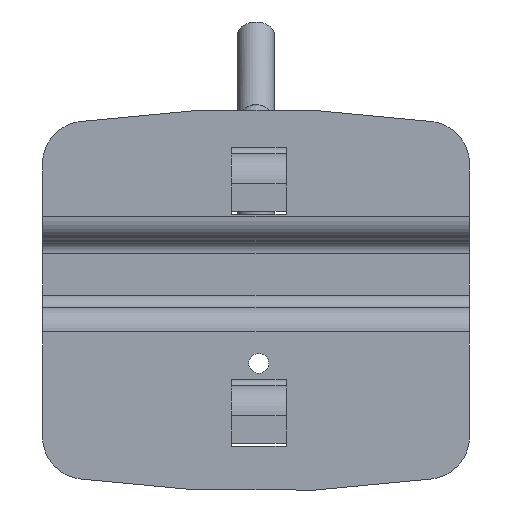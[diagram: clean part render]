
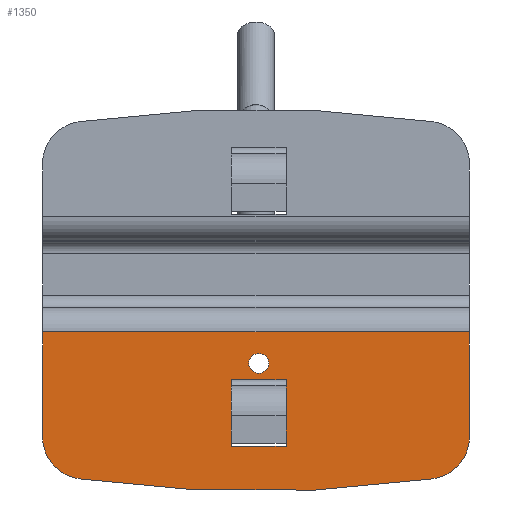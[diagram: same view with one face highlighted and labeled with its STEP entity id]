
A CAD part, front view. The second image highlights one B-rep face of the part: STEP entity #1350.
In plain terms, the highlighted planar face has unit normal (0, -1, 0).
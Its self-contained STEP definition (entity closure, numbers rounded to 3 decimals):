
#954=CARTESIAN_POINT('',(-39.052,0.0,-11.184));
#955=VERTEX_POINT('',#954);
#973=CARTESIAN_POINT('',(-30.052,0.0,-11.184));
#974=VERTEX_POINT('',#973);
#982=CARTESIAN_POINT('',(-30.052,0.0,-11.184));
#983=DIRECTION('',(-1.0,0.0,0.0));
#984=VECTOR('',#983,9.);
#985=LINE('',#982,#984);
#986=EDGE_CURVE('',#974,#955,#985,.T.);
#1072=CARTESIAN_POINT('',(-30.052,0.0,-14.1));
#1073=VERTEX_POINT('',#1072);
#1080=CARTESIAN_POINT('',(-39.052,0.0,-14.1));
#1081=VERTEX_POINT('',#1080);
#1220=CARTESIAN_POINT('',(-30.052,0.0,-11.184));
#1221=DIRECTION('',(0.0,0.0,-1.0));
#1222=VECTOR('',#1221,2.916);
#1223=LINE('',#1220,#1222);
#1224=EDGE_CURVE('',#974,#1073,#1223,.T.);
#1245=CARTESIAN_POINT('',(-39.052,0.0,-14.1));
#1246=DIRECTION('',(0.0,0.0,1.0));
#1247=VECTOR('',#1246,2.916);
#1248=LINE('',#1245,#1247);
#1249=EDGE_CURVE('',#1081,#955,#1248,.T.);
#1254=CARTESIAN_POINT('',(-35.,0.0,-14.75));
#1255=DIRECTION('',(0.0,1.0,0.0));
#1256=DIRECTION('',(0.0,0.0,1.0));
#1257=AXIS2_PLACEMENT_3D('',#1254,#1255,#1256);
#1258=PLANE('',#1257);
#1259=CARTESIAN_POINT('',(-63.987,0.,-27.447));
#1260=VERTEX_POINT('',#1259);
#1261=CARTESIAN_POINT('',(-70.,0.0,-20.517));
#1262=VERTEX_POINT('',#1261);
#1263=CARTESIAN_POINT('',(-63.,0.,-20.517));
#1264=DIRECTION('',(0.,1.0,0.));
#1265=DIRECTION('',(-0.755,0.,-0.655));
#1266=AXIS2_PLACEMENT_3D('',#1263,#1264,#1265);
#1267=CIRCLE('',#1266,7.);
#1268=EDGE_CURVE('',#1260,#1262,#1267,.T.);
#1269=ORIENTED_EDGE('',*,*,#1268,.F.);
#1270=CARTESIAN_POINT('',(-6.013,0.,-27.447));
#1271=VERTEX_POINT('',#1270);
#1272=CARTESIAN_POINT('',(-35.,0.,176.167));
#1273=DIRECTION('',(0.,-1.0,0.));
#1274=DIRECTION('',(0.17,0.,-0.985));
#1275=AXIS2_PLACEMENT_3D('',#1272,#1273,#1274);
#1276=CIRCLE('',#1275,205.667);
#1277=EDGE_CURVE('',#1260,#1271,#1276,.T.);
#1278=ORIENTED_EDGE('',*,*,#1277,.T.);
#1279=CARTESIAN_POINT('',(0.,0.0,-20.517));
#1280=VERTEX_POINT('',#1279);
#1281=CARTESIAN_POINT('',(-7.,0.,-20.517));
#1282=DIRECTION('',(0.,1.0,0.));
#1283=DIRECTION('',(0.755,0.,-0.655));
#1284=AXIS2_PLACEMENT_3D('',#1281,#1282,#1283);
#1285=CIRCLE('',#1284,7.);
#1286=EDGE_CURVE('',#1280,#1271,#1285,.T.);
#1287=ORIENTED_EDGE('',*,*,#1286,.F.);
#1288=CARTESIAN_POINT('',(0.,0.,-3.356));
#1289=VERTEX_POINT('',#1288);
#1290=CARTESIAN_POINT('',(0.,0.0,-20.517));
#1291=DIRECTION('',(0.0,0.0,1.0));
#1292=VECTOR('',#1291,17.161);
#1293=LINE('',#1290,#1292);
#1294=EDGE_CURVE('',#1280,#1289,#1293,.T.);
#1295=ORIENTED_EDGE('',*,*,#1294,.T.);
#1296=CARTESIAN_POINT('',(-70.,0.,-3.356));
#1297=VERTEX_POINT('',#1296);
#1298=CARTESIAN_POINT('',(0.0,0.0,-3.356));
#1299=DIRECTION('',(-1.0,0.0,0.0));
#1300=VECTOR('',#1299,70.0);
#1301=LINE('',#1298,#1300);
#1302=EDGE_CURVE('',#1289,#1297,#1301,.T.);
#1303=ORIENTED_EDGE('',*,*,#1302,.T.);
#1304=CARTESIAN_POINT('',(-70.,0.0,-3.356));
#1305=DIRECTION('',(0.0,0.0,-1.0));
#1306=VECTOR('',#1305,17.161);
#1307=LINE('',#1304,#1306);
#1308=EDGE_CURVE('',#1297,#1262,#1307,.T.);
#1309=ORIENTED_EDGE('',*,*,#1308,.T.);
#1310=EDGE_LOOP('',(#1269,#1278,#1287,#1295,#1303,#1309));
#1311=FACE_OUTER_BOUND('',#1310,.T.);
#1312=ORIENTED_EDGE('',*,*,#1224,.T.);
#1313=CARTESIAN_POINT('',(-30.052,0.0,-22.1));
#1314=VERTEX_POINT('',#1313);
#1315=CARTESIAN_POINT('',(-30.052,0.0,-14.1));
#1316=DIRECTION('',(0.0,0.0,-1.0));
#1317=VECTOR('',#1316,8.0);
#1318=LINE('',#1315,#1317);
#1319=EDGE_CURVE('',#1073,#1314,#1318,.T.);
#1320=ORIENTED_EDGE('',*,*,#1319,.T.);
#1321=CARTESIAN_POINT('',(-39.052,0.0,-22.1));
#1322=VERTEX_POINT('',#1321);
#1323=CARTESIAN_POINT('',(-30.052,0.0,-22.1));
#1324=DIRECTION('',(-1.0,0.0,0.0));
#1325=VECTOR('',#1324,9.);
#1326=LINE('',#1323,#1325);
#1327=EDGE_CURVE('',#1314,#1322,#1326,.T.);
#1328=ORIENTED_EDGE('',*,*,#1327,.T.);
#1329=CARTESIAN_POINT('',(-39.052,0.0,-22.1));
#1330=DIRECTION('',(0.0,0.0,1.0));
#1331=VECTOR('',#1330,8.);
#1332=LINE('',#1329,#1331);
#1333=EDGE_CURVE('',#1322,#1081,#1332,.T.);
#1334=ORIENTED_EDGE('',*,*,#1333,.T.);
#1335=ORIENTED_EDGE('',*,*,#1249,.T.);
#1336=ORIENTED_EDGE('',*,*,#986,.F.);
#1337=EDGE_LOOP('',(#1312,#1320,#1328,#1334,#1335,#1336));
#1338=FACE_BOUND('',#1337,.T.);
#1339=CARTESIAN_POINT('',(-36.173,0.0,-8.505));
#1340=VERTEX_POINT('',#1339);
#1341=CARTESIAN_POINT('',(-34.552,0.0,-8.505));
#1342=DIRECTION('',(0.0,1.0,0.0));
#1343=DIRECTION('',(1.0,0.0,0.0));
#1344=AXIS2_PLACEMENT_3D('',#1341,#1342,#1343);
#1345=CIRCLE('',#1344,1.621);
#1346=EDGE_CURVE('',#1340,#1340,#1345,.T.);
#1347=ORIENTED_EDGE('',*,*,#1346,.T.);
#1348=EDGE_LOOP('',(#1347));
#1349=FACE_BOUND('',#1348,.T.);
#1350=ADVANCED_FACE('',(#1311,#1338,#1349),#1258,.F.);
